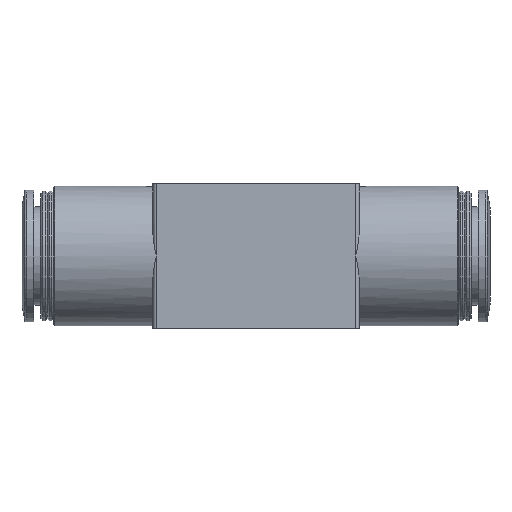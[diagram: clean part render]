
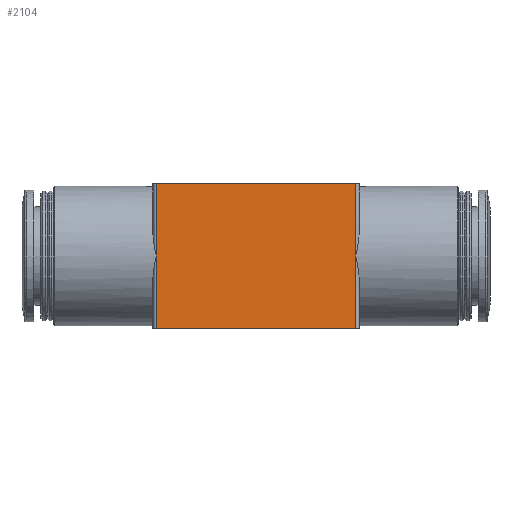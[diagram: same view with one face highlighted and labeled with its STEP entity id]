
A CAD part, front view. The second image highlights one B-rep face of the part: STEP entity #2104.
In plain terms, the highlighted planar face has unit normal (0, -1, 0).
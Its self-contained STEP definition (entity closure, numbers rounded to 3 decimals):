
#129=LINE('',#3038,#223);
#130=LINE('',#3045,#224);
#149=LINE('',#3097,#243);
#150=LINE('',#3104,#244);
#155=LINE('',#3117,#249);
#156=LINE('',#3118,#250);
#223=VECTOR('',#2451,1000.);
#224=VECTOR('',#2454,1000.);
#243=VECTOR('',#2491,1000.);
#244=VECTOR('',#2494,1000.);
#249=VECTOR('',#2507,1000.);
#250=VECTOR('',#2508,1000.);
#392=ORIENTED_EDGE('',*,*,#766,.T.);
#393=ORIENTED_EDGE('',*,*,#759,.F.);
#394=ORIENTED_EDGE('',*,*,#757,.F.);
#395=ORIENTED_EDGE('',*,*,#767,.F.);
#396=ORIENTED_EDGE('',*,*,#733,.T.);
#397=ORIENTED_EDGE('',*,*,#731,.T.);
#731=EDGE_CURVE('',#916,#918,#129,.T.);
#733=EDGE_CURVE('',#920,#916,#130,.T.);
#757=EDGE_CURVE('',#939,#937,#149,.T.);
#759=EDGE_CURVE('',#937,#941,#150,.T.);
#766=EDGE_CURVE('',#918,#941,#155,.T.);
#767=EDGE_CURVE('',#920,#939,#156,.T.);
#916=VERTEX_POINT('',#3033);
#918=VERTEX_POINT('',#3037);
#920=VERTEX_POINT('',#3046);
#937=VERTEX_POINT('',#3092);
#939=VERTEX_POINT('',#3096);
#941=VERTEX_POINT('',#3105);
#1104=EDGE_LOOP('',(#392,#393,#394,#395,#396,#397));
#1246=FACE_BOUND('',#1104,.T.);
#1377=PLANE('',#2226);
#2104=ADVANCED_FACE('',(#1246),#1377,.F.);
#2226=AXIS2_PLACEMENT_3D('',#3116,#2505,#2506);
#2451=DIRECTION('',(0.,0.,-1.));
#2454=DIRECTION('',(0.,0.,-1.));
#2491=DIRECTION('',(0.,0.,-1.));
#2494=DIRECTION('',(0.,0.,-1.));
#2505=DIRECTION('',(0.,1.,0.));
#2506=DIRECTION('',(0.,0.,1.));
#2507=DIRECTION('',(1.,0.,0.));
#2508=DIRECTION('',(1.,0.,0.));
#3033=CARTESIAN_POINT('',(-15.,-10.5,0.));
#3037=CARTESIAN_POINT('',(-15.,-10.5,-10.85));
#3038=CARTESIAN_POINT('',(-15.,-10.5,10.85));
#3045=CARTESIAN_POINT('',(-15.,-10.5,10.85));
#3046=CARTESIAN_POINT('',(-15.,-10.5,10.85));
#3092=CARTESIAN_POINT('',(15.,-10.5,0.));
#3096=CARTESIAN_POINT('',(15.,-10.5,10.85));
#3097=CARTESIAN_POINT('',(15.,-10.5,10.85));
#3104=CARTESIAN_POINT('',(15.,-10.5,10.85));
#3105=CARTESIAN_POINT('',(15.,-10.5,-10.85));
#3116=CARTESIAN_POINT('',(-15.,-10.5,10.85));
#3117=CARTESIAN_POINT('',(-15.,-10.5,-10.85));
#3118=CARTESIAN_POINT('',(-15.,-10.5,10.85));
